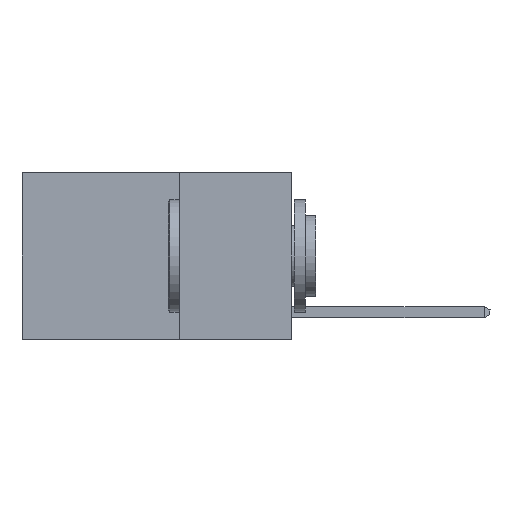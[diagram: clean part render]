
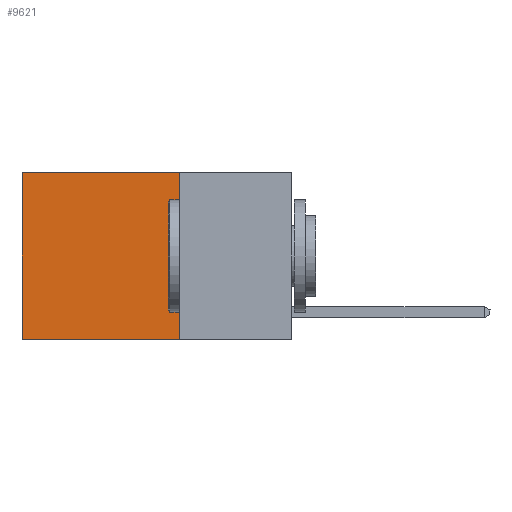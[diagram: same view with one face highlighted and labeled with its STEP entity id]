
A CAD part, left-side view. The second image highlights one B-rep face of the part: STEP entity #9621.
In plain terms, the highlighted planar face has unit normal (-1, 0, 0).
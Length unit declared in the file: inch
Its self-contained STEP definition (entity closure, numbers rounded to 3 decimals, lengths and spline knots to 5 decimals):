
#87 = LINE ( 'NONE', #15636, #5372 ) ;
#730 = VERTEX_POINT ( 'NONE', #3084 ) ;
#1490 = LINE ( 'NONE', #13854, #1979 ) ;
#1704 = ORIENTED_EDGE ( 'NONE', *, *, #4851, .T. ) ;
#1979 = VECTOR ( 'NONE', #13570, 39.37008 ) ;
#3084 = CARTESIAN_POINT ( 'NONE',  ( 0.2625, 0.6, -0.37 ) ) ;
#3377 = DIRECTION ( 'NONE',  ( 0., 1., 0. ) ) ;
#4212 = VERTEX_POINT ( 'NONE', #16583 ) ;
#4373 = AXIS2_PLACEMENT_3D ( 'NONE', #19077, #17170, #18976 ) ;
#4851 = EDGE_CURVE ( 'NONE', #4212, #12027, #9403, .T. ) ;
#4888 = CARTESIAN_POINT ( 'NONE',  ( 0.2625, 0.25, 0. ) ) ;
#5372 = VECTOR ( 'NONE', #13665, 39.37008 ) ;
#6051 = VERTEX_POINT ( 'NONE', #15599 ) ;
#6363 = ORIENTED_EDGE ( 'NONE', *, *, #16565, .T. ) ;
#9403 = LINE ( 'NONE', #4888, #13282 ) ;
#9621 = ADVANCED_FACE ( 'NONE', ( #11431 ), #12835, .F. ) ;
#10081 = EDGE_CURVE ( 'NONE', #6051, #730, #15915, .T. ) ;
#10922 = EDGE_CURVE ( 'NONE', #4212, #6051, #87, .T. ) ;
#11107 = CARTESIAN_POINT ( 'NONE',  ( 0.2625, 0.25, -0.37 ) ) ;
#11431 = FACE_OUTER_BOUND ( 'NONE', #19766, .T. ) ;
#12027 = VERTEX_POINT ( 'NONE', #16497 ) ;
#12224 = ORIENTED_EDGE ( 'NONE', *, *, #10922, .F. ) ;
#12835 = PLANE ( 'NONE',  #4373 ) ;
#13282 = VECTOR ( 'NONE', #3377, 39.37008 ) ;
#13570 = DIRECTION ( 'NONE',  ( 0., 0., -1. ) ) ;
#13665 = DIRECTION ( 'NONE',  ( 0., 0., -1. ) ) ;
#13854 = CARTESIAN_POINT ( 'NONE',  ( 0.2625, 0.6, 0. ) ) ;
#14997 = VECTOR ( 'NONE', #17438, 39.37008 ) ;
#15056 = ORIENTED_EDGE ( 'NONE', *, *, #10081, .F. ) ;
#15599 = CARTESIAN_POINT ( 'NONE',  ( 0.2625, 0.25, -0.37 ) ) ;
#15636 = CARTESIAN_POINT ( 'NONE',  ( 0.2625, 0.25, 0. ) ) ;
#15915 = LINE ( 'NONE', #11107, #14997 ) ;
#16497 = CARTESIAN_POINT ( 'NONE',  ( 0.2625, 0.6, 0. ) ) ;
#16565 = EDGE_CURVE ( 'NONE', #12027, #730, #1490, .T. ) ;
#16583 = CARTESIAN_POINT ( 'NONE',  ( 0.2625, 0.25, 0. ) ) ;
#17170 = DIRECTION ( 'NONE',  ( 1., 0., 0. ) ) ;
#17438 = DIRECTION ( 'NONE',  ( 0., 1., 0. ) ) ;
#18976 = DIRECTION ( 'NONE',  ( 0., 0., -1. ) ) ;
#19077 = CARTESIAN_POINT ( 'NONE',  ( 0.2625, 0.25, 0. ) ) ;
#19766 = EDGE_LOOP ( 'NONE', ( #6363, #15056, #12224, #1704 ) ) ;
